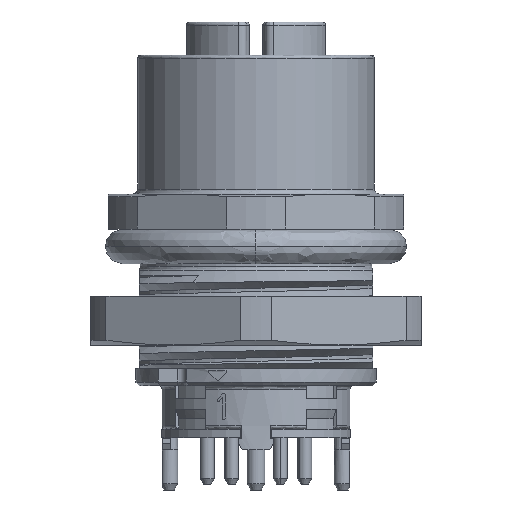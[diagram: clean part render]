
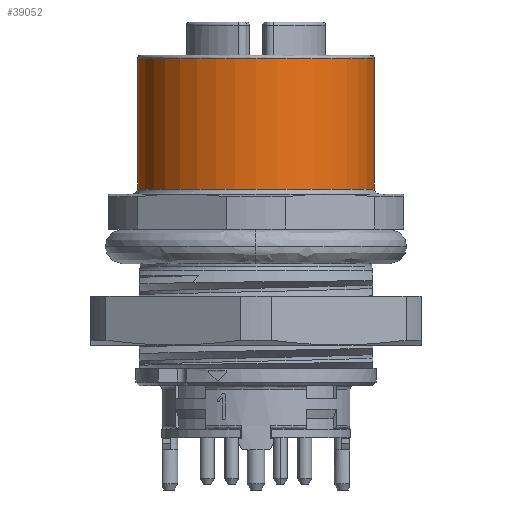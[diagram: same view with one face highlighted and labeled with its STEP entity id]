
A CAD part, front view. The second image highlights one B-rep face of the part: STEP entity #39052.
In plain terms, the highlighted cylindrical face has radius 6.8 mm (diameter 13.6 mm), a partial arc.
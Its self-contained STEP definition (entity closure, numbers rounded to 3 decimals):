
#277 = EDGE_LOOP ( 'NONE', ( #15693, #33694, #59071, #19610 ) ) ;
#1947 = CYLINDRICAL_SURFACE ( 'NONE', #41426, 6.8 ) ;
#1989 = VERTEX_POINT ( 'NONE', #23665 ) ;
#5098 = DIRECTION ( 'NONE',  ( 1., 0., 0. ) ) ;
#5276 = LINE ( 'NONE', #31993, #40601 ) ;
#7816 = DIRECTION ( 'NONE',  ( 0., 0., 1. ) ) ;
#9295 = CARTESIAN_POINT ( 'NONE',  ( 0., 0., 9.6 ) ) ;
#13941 = DIRECTION ( 'NONE',  ( 1., 0., 0. ) ) ;
#14423 = DIRECTION ( 'NONE',  ( 0., 0., 1. ) ) ;
#15653 = VERTEX_POINT ( 'NONE', #56669 ) ;
#15693 = ORIENTED_EDGE ( 'NONE', *, *, #33999, .F. ) ;
#19428 = CARTESIAN_POINT ( 'NONE',  ( 6.8, 0., 9.6 ) ) ;
#19610 = ORIENTED_EDGE ( 'NONE', *, *, #38424, .T. ) ;
#23038 = VERTEX_POINT ( 'NONE', #19428 ) ;
#23665 = CARTESIAN_POINT ( 'NONE',  ( -6.8, 0., 9.6 ) ) ;
#24973 = LINE ( 'NONE', #40076, #37253 ) ;
#26686 = CIRCLE ( 'NONE', #27495, 6.8 ) ;
#27495 = AXIS2_PLACEMENT_3D ( 'NONE', #9295, #41514, #13941 ) ;
#31993 = CARTESIAN_POINT ( 'NONE',  ( -6.8, 0., 9.8 ) ) ;
#32526 = CARTESIAN_POINT ( 'NONE',  ( 0., 0., 9.8 ) ) ;
#32727 = DIRECTION ( 'NONE',  ( 0., 0., 1. ) ) ;
#33694 = ORIENTED_EDGE ( 'NONE', *, *, #50724, .T. ) ;
#33999 = EDGE_CURVE ( 'NONE', #15653, #1989, #5276, .T. ) ;
#36687 = AXIS2_PLACEMENT_3D ( 'NONE', #41994, #14423, #46612 ) ;
#37253 = VECTOR ( 'NONE', #7816, 1000. ) ;
#37528 = CARTESIAN_POINT ( 'NONE',  ( 6.8, 0., 2.1 ) ) ;
#38424 = EDGE_CURVE ( 'NONE', #23038, #1989, #26686, .T. ) ;
#39052 = ADVANCED_FACE ( 'NONE', ( #43043 ), #1947, .T. ) ;
#39103 = VERTEX_POINT ( 'NONE', #37528 ) ;
#40076 = CARTESIAN_POINT ( 'NONE',  ( 6.8, 0., 9.8 ) ) ;
#40601 = VECTOR ( 'NONE', #41267, 1000. ) ;
#41267 = DIRECTION ( 'NONE',  ( 0., 0., 1. ) ) ;
#41426 = AXIS2_PLACEMENT_3D ( 'NONE', #32526, #32727, #5098 ) ;
#41514 = DIRECTION ( 'NONE',  ( 0., 0., -1. ) ) ;
#41994 = CARTESIAN_POINT ( 'NONE',  ( 0., 0., 2.1 ) ) ;
#43043 = FACE_OUTER_BOUND ( 'NONE', #277, .T. ) ;
#46612 = DIRECTION ( 'NONE',  ( 1., 0., 0. ) ) ;
#46660 = CIRCLE ( 'NONE', #36687, 6.8 ) ;
#50724 = EDGE_CURVE ( 'NONE', #15653, #39103, #46660, .T. ) ;
#56669 = CARTESIAN_POINT ( 'NONE',  ( -6.8, 0., 2.1 ) ) ;
#59071 = ORIENTED_EDGE ( 'NONE', *, *, #59383, .T. ) ;
#59383 = EDGE_CURVE ( 'NONE', #39103, #23038, #24973, .T. ) ;
